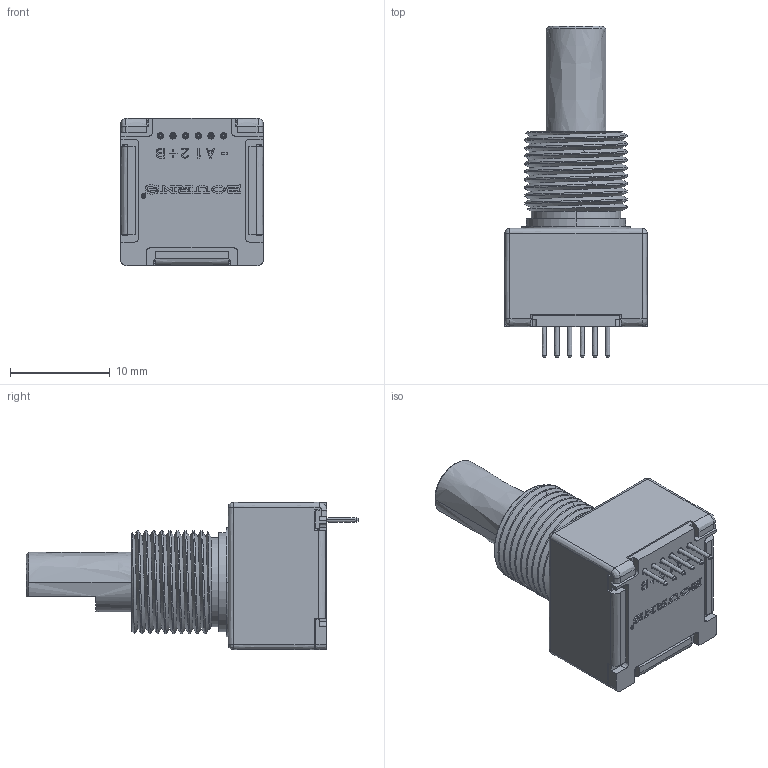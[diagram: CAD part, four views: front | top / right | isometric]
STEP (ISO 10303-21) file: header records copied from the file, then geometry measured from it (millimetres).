
FILE_DESCRIPTION((''),'2;1');
FILE_NAME('EM14RXD-M20-L','2007-05-10T',('RICKB'),('Bourns, Inc.'),'PRO/ENGINEER BY PARAMETRIC TECHNOLOGY CORPORATION, 2001200','PRO/ENGINEER BY PARAMETRIC TECHNOLOGY CORPORATION, 2001200','');
FILE_SCHEMA(('AUTOMOTIVE_DESIGN_CC2 { 1 2 10303 214 -1 1 5 2 }'));
Length unit declared in the file: inch
Products named in the file (1): EM14RXD-M20-L
Bounding box: 14.25 x 33.28 x 14.76 mm (x, y, z)
Volume: 3008.5 mm3; surface area: 2071 mm2
Topology: 1 solids, 3 shells, 608 faces, 1683 edges, 1098 vertices
Faces by surface type: bspline 608
Entity records: 33367 total; most frequent: CARTESIAN_POINT 13765, ORIENTED_EDGE 3366, DIRECTION 1875, PRESENTATION_STYLE_ASSIGNMENT 1759, STYLED_ITEM 1684, CURVE_STYLE 1683, EDGE_CURVE 1683, VECTOR 1239
